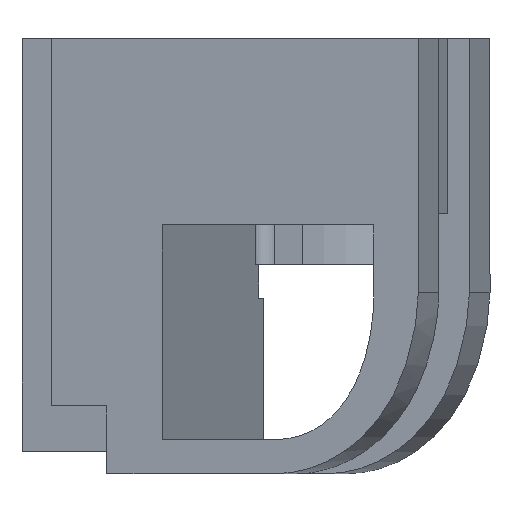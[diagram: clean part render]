
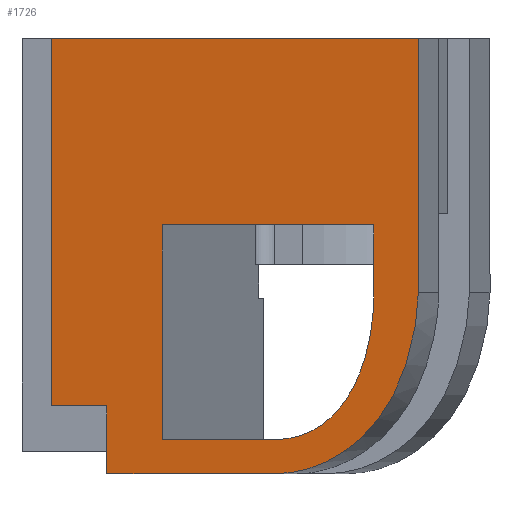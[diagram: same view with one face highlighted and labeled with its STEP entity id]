
A CAD part, left-side view. The second image highlights one B-rep face of the part: STEP entity #1726.
In plain terms, the highlighted planar face has unit normal (-0.983, 0.182, 0).
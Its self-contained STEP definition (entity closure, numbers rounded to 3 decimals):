
#4 = LINE ( 'NONE', #178, #1475 ) ;
#61 = VERTEX_POINT ( 'NONE', #1459 ) ;
#74 = CARTESIAN_POINT ( 'NONE',  ( -133.77, 37.75, -127.292 ) ) ;
#97 = ORIENTED_EDGE ( 'NONE', *, *, #611, .T. ) ;
#121 = CARTESIAN_POINT ( 'NONE',  ( -138.328, 13.169, -127.292 ) ) ;
#139 = LINE ( 'NONE', #1849, #218 ) ;
#145 = CARTESIAN_POINT ( 'NONE',  ( -135.29, 29.557, -90.625 ) ) ;
#146 = AXIS2_PLACEMENT_3D ( 'NONE', #321, #1421, #1605 ) ;
#151 = CARTESIAN_POINT ( 'NONE',  ( -140.831, -0.333, -114.857 ) ) ;
#152 = EDGE_LOOP ( 'NONE', ( #1198, #1854, #97, #974, #1007 ) ) ;
#158 = CARTESIAN_POINT ( 'NONE',  ( -139.468, 7.02, -122.292 ) ) ;
#178 = CARTESIAN_POINT ( 'NONE',  ( -135.29, 29.557, -122.292 ) ) ;
#182 = VECTOR ( 'NONE', #1132, 1000. ) ;
#184 = PLANE ( 'NONE',  #146 ) ;
#189 = CARTESIAN_POINT ( 'NONE',  ( -141.062, -1.579, -100.625 ) ) ;
#218 = VECTOR ( 'NONE', #2006, 1000. ) ;
#227 = EDGE_CURVE ( 'NONE', #1380, #1368, #1654, .T. ) ;
#231 = VERTEX_POINT ( 'NONE', #1165 ) ;
#238 = VERTEX_POINT ( 'NONE', #1805 ) ;
#278 = LINE ( 'NONE', #1217, #1268 ) ;
#321 = CARTESIAN_POINT ( 'NONE',  ( -136.285, 24.19, -88.958 ) ) ;
#345 = CARTESIAN_POINT ( 'NONE',  ( -141.062, -1.579, -104.293 ) ) ;
#359 = B_SPLINE_CURVE_WITH_KNOTS ( 'NONE', 3,
 ( #1099, #1724, #628, #903, #121 ),
 .UNSPECIFIED., .F., .F.,
 ( 4, 1, 4 ),
 ( 0., 0.443, 1. ),
 .UNSPECIFIED. ) ;
#398 = VERTEX_POINT ( 'NONE', #432 ) ;
#432 = CARTESIAN_POINT ( 'NONE',  ( -135.29, 29.557, -122.292 ) ) ;
#442 = EDGE_CURVE ( 'NONE', #231, #61, #1737, .T. ) ;
#461 = LINE ( 'NONE', #1410, #1003 ) ;
#462 = EDGE_CURVE ( 'NONE', #1064, #751, #1487, .T. ) ;
#463 = CARTESIAN_POINT ( 'NONE',  ( -142.278, -8.134, -100.625 ) ) ;
#465 = DIRECTION ( 'NONE',  ( -0.182, -0.983, 0. ) ) ;
#513 = EDGE_CURVE ( 'NONE', #398, #1064, #4, .T. ) ;
#548 = VERTEX_POINT ( 'NONE', #1424 ) ;
#611 = EDGE_CURVE ( 'NONE', #398, #1327, #1473, .T. ) ;
#627 = FACE_OUTER_BOUND ( 'NONE', #1169, .T. ) ;
#628 = CARTESIAN_POINT ( 'NONE',  ( -141.782, -5.46, -119.593 ) ) ;
#636 = VECTOR ( 'NONE', #1200, 1000. ) ;
#649 = FACE_BOUND ( 'NONE', #152, .T. ) ;
#678 = CARTESIAN_POINT ( 'NONE',  ( -135.29, 29.557, -100.625 ) ) ;
#688 = ORIENTED_EDGE ( 'NONE', *, *, #1375, .T. ) ;
#701 = VERTEX_POINT ( 'NONE', #1286 ) ;
#751 = VERTEX_POINT ( 'NONE', #1690 ) ;
#826 = CARTESIAN_POINT ( 'NONE',  ( -133.77, 37.75, -123.958 ) ) ;
#835 = DIRECTION ( 'NONE',  ( 0., 0., 1. ) ) ;
#859 = EDGE_CURVE ( 'NONE', #751, #548, #1553, .T. ) ;
#895 = VERTEX_POINT ( 'NONE', #463 ) ;
#903 = CARTESIAN_POINT ( 'NONE',  ( -139.655, 6.013, -127.292 ) ) ;
#921 = EDGE_CURVE ( 'NONE', #895, #1368, #359, .T. ) ;
#935 = CARTESIAN_POINT ( 'NONE',  ( -132.251, 45.944, -117.292 ) ) ;
#942 = DIRECTION ( 'NONE',  ( 0., 0., 1. ) ) ;
#961 = CARTESIAN_POINT ( 'NONE',  ( -138.328, 13.169, -122.292 ) ) ;
#974 = ORIENTED_EDGE ( 'NONE', *, *, #1288, .T. ) ;
#986 = ORIENTED_EDGE ( 'NONE', *, *, #921, .F. ) ;
#996 = EDGE_CURVE ( 'NONE', #1380, #701, #1413, .T. ) ;
#1003 = VECTOR ( 'NONE', #1399, 1000. ) ;
#1007 = ORIENTED_EDGE ( 'NONE', *, *, #859, .F. ) ;
#1064 = VERTEX_POINT ( 'NONE', #961 ) ;
#1092 = ORIENTED_EDGE ( 'NONE', *, *, #996, .F. ) ;
#1099 = CARTESIAN_POINT ( 'NONE',  ( -142.278, -8.134, -100.625 ) ) ;
#1132 = DIRECTION ( 'NONE',  ( 0., 0., 1. ) ) ;
#1165 = CARTESIAN_POINT ( 'NONE',  ( -132.251, 45.944, -117.292 ) ) ;
#1169 = EDGE_LOOP ( 'NONE', ( #986, #1575, #1208, #1542, #688, #1092, #1846 ) ) ;
#1198 = ORIENTED_EDGE ( 'NONE', *, *, #462, .F. ) ;
#1200 = DIRECTION ( 'NONE',  ( 0.182, 0.983, 0. ) ) ;
#1208 = ORIENTED_EDGE ( 'NONE', *, *, #1641, .T. ) ;
#1217 = CARTESIAN_POINT ( 'NONE',  ( -135.29, 29.557, -117.292 ) ) ;
#1243 = VECTOR ( 'NONE', #1453, 1000. ) ;
#1244 = DIRECTION ( 'NONE',  ( -0.182, -0.983, 0. ) ) ;
#1268 = VECTOR ( 'NONE', #1244, 1000. ) ;
#1276 = VECTOR ( 'NONE', #942, 1000. ) ;
#1286 = CARTESIAN_POINT ( 'NONE',  ( -133.77, 37.75, -117.292 ) ) ;
#1288 = EDGE_CURVE ( 'NONE', #1327, #548, #139, .T. ) ;
#1327 = VERTEX_POINT ( 'NONE', #145 ) ;
#1364 = EDGE_CURVE ( 'NONE', #895, #238, #461, .T. ) ;
#1368 = VERTEX_POINT ( 'NONE', #1538 ) ;
#1375 = EDGE_CURVE ( 'NONE', #231, #701, #278, .T. ) ;
#1380 = VERTEX_POINT ( 'NONE', #2023 ) ;
#1399 = DIRECTION ( 'NONE',  ( 0., 0., 1. ) ) ;
#1410 = CARTESIAN_POINT ( 'NONE',  ( -142.278, -8.134, -90.625 ) ) ;
#1413 = LINE ( 'NONE', #826, #1893 ) ;
#1421 = DIRECTION ( 'NONE',  ( -0.983, 0.182, 0. ) ) ;
#1424 = CARTESIAN_POINT ( 'NONE',  ( -141.062, -1.579, -90.625 ) ) ;
#1453 = DIRECTION ( 'NONE',  ( 0., 0., 1. ) ) ;
#1459 = CARTESIAN_POINT ( 'NONE',  ( -132.251, 45.944, -63.125 ) ) ;
#1473 = LINE ( 'NONE', #678, #1243 ) ;
#1475 = VECTOR ( 'NONE', #465, 1000. ) ;
#1487 = B_SPLINE_CURVE_WITH_KNOTS ( 'NONE', 3,
 ( #1572, #158, #151, #345, #189 ),
 .UNSPECIFIED., .F., .F.,
 ( 4, 1, 4 ),
 ( 0., 0.548, 1. ),
 .UNSPECIFIED. ) ;
#1538 = CARTESIAN_POINT ( 'NONE',  ( -138.328, 13.169, -127.292 ) ) ;
#1542 = ORIENTED_EDGE ( 'NONE', *, *, #442, .F. ) ;
#1551 = VECTOR ( 'NONE', #1790, 1000. ) ;
#1553 = LINE ( 'NONE', #2016, #1276 ) ;
#1572 = CARTESIAN_POINT ( 'NONE',  ( -138.328, 13.169, -122.292 ) ) ;
#1575 = ORIENTED_EDGE ( 'NONE', *, *, #1364, .T. ) ;
#1605 = DIRECTION ( 'NONE',  ( 0., 0., 1. ) ) ;
#1641 = EDGE_CURVE ( 'NONE', #238, #61, #1957, .T. ) ;
#1654 = LINE ( 'NONE', #74, #1551 ) ;
#1690 = CARTESIAN_POINT ( 'NONE',  ( -141.062, -1.579, -100.625 ) ) ;
#1724 = CARTESIAN_POINT ( 'NONE',  ( -142.278, -8.134, -104.617 ) ) ;
#1726 = ADVANCED_FACE ( 'NONE', ( #649, #627 ), #184, .T. ) ;
#1737 = LINE ( 'NONE', #935, #182 ) ;
#1790 = DIRECTION ( 'NONE',  ( -0.182, -0.983, 0. ) ) ;
#1805 = CARTESIAN_POINT ( 'NONE',  ( -142.278, -8.134, -63.125 ) ) ;
#1846 = ORIENTED_EDGE ( 'NONE', *, *, #227, .T. ) ;
#1849 = CARTESIAN_POINT ( 'NONE',  ( -136.285, 24.19, -90.625 ) ) ;
#1854 = ORIENTED_EDGE ( 'NONE', *, *, #513, .F. ) ;
#1893 = VECTOR ( 'NONE', #835, 1000. ) ;
#1957 = LINE ( 'NONE', #1972, #636 ) ;
#1972 = CARTESIAN_POINT ( 'NONE',  ( -136.453, 23.281, -63.125 ) ) ;
#2006 = DIRECTION ( 'NONE',  ( -0.182, -0.983, 0. ) ) ;
#2016 = CARTESIAN_POINT ( 'NONE',  ( -141.062, -1.579, -90.625 ) ) ;
#2023 = CARTESIAN_POINT ( 'NONE',  ( -133.77, 37.75, -127.292 ) ) ;
